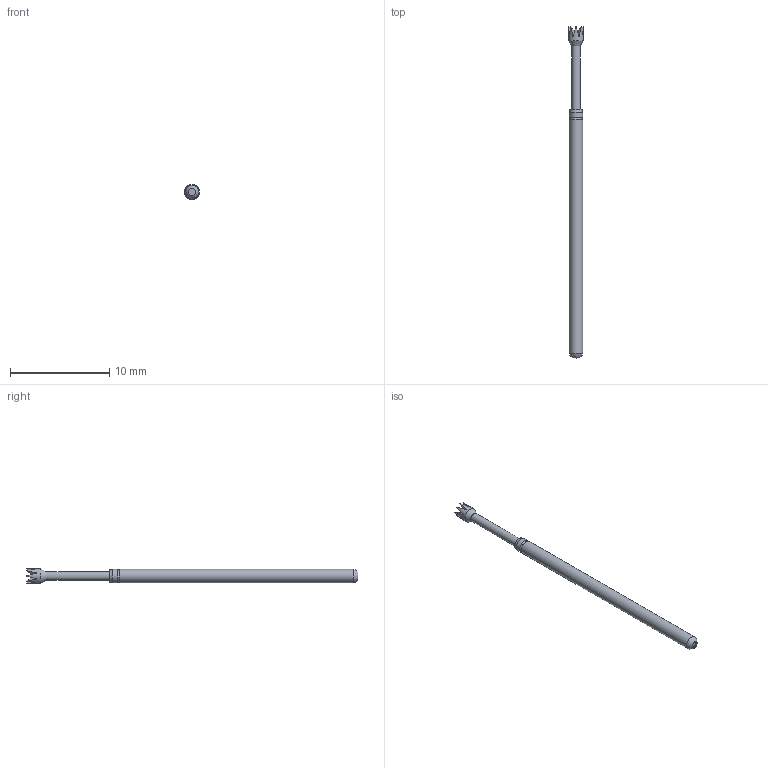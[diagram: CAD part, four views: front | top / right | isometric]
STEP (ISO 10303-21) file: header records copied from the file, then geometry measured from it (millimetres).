
FILE_DESCRIPTION(/* description */ (''),/* implementation_level */ '2;1');
FILE_NAME(/* name */ 'RC100Z150SXXXL3340.stp',/* time_stamp */ '2026-02-28T16:47:23+08:00',/* author */ (''),/* organization */ (''),/* preprocessor_version */ 'ST-DEVELOPER v18.102',/* originating_system */ 'SIEMENS PLM Software NX2206.1700',/* authorisation */ '');
FILE_SCHEMA (('AP203_CONFIGURATION_CONTROLLED_3D_DESIGN_OF_MECHANICAL_PARTS_AND_ASSEMBLIES_MIM_LF { 1 0 10303 403 2 1 2}'));
Length unit declared in the file: millimetre
Products named in the file (1): RC100Z150SXXXL3340_objects
Bounding box: 1.5 x 33.4 x 1.5 mm (x, y, z)
Volume: 42.1 mm3; surface area: 140.2 mm2
Topology: 1 solids, 1 shells, 27 faces, 58 edges, 34 vertices
Faces by surface type: plane 18, cylinder 5, torus 2, bspline 1, cone 1
Full cylindrical faces by diameter (mm): 0.7 x1, 0.9 x1, 1.36 x2, 1.5 x1
Entity records: 701 total; most frequent: CARTESIAN_POINT 172, DIRECTION 90, ORIENTED_EDGE 84, EDGE_CURVE 42, EDGE_LOOP 37, AXIS2_PLACEMENT_3D 37, ADVANCED_FACE 27, VERTEX_POINT 27
